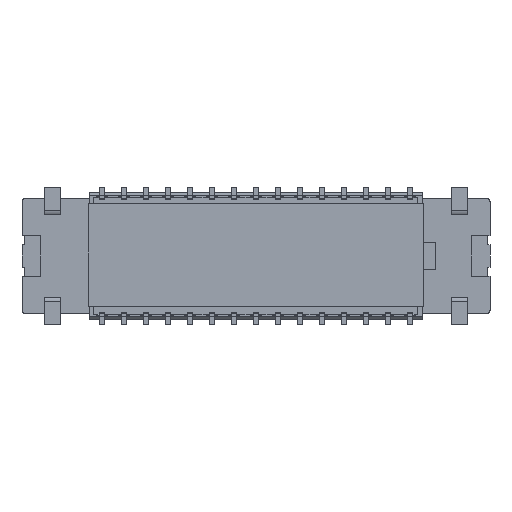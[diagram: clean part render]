
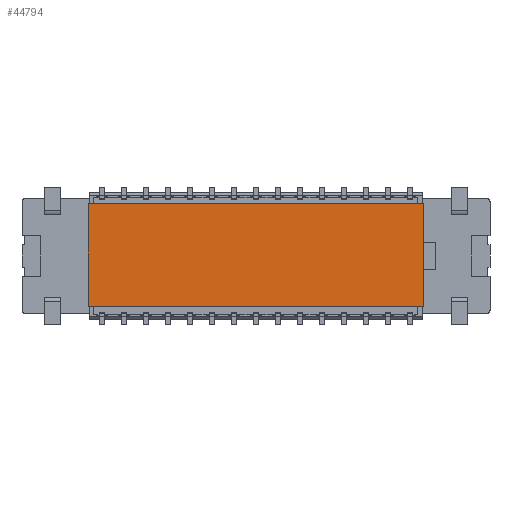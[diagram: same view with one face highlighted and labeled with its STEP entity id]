
A CAD part, front view. The second image highlights one B-rep face of the part: STEP entity #44794.
In plain terms, the highlighted planar face has unit normal (0, -1, 0).
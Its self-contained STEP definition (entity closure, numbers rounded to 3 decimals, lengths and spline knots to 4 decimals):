
#18396=DIRECTION('',(1.,0.,0.));
#18397=VECTOR('',#18396,6.0766);
#18398=CARTESIAN_POINT('',(-3.0424,-0.03,-0.9118));
#18399=LINE('',#18398,#18397);
#18403=DIRECTION('',(0.,0.,-1.));
#18404=VECTOR('',#18403,1.8597);
#18405=CARTESIAN_POINT('',(-3.0424,-0.03,0.9478));
#18406=LINE('',#18405,#18404);
#18410=DIRECTION('',(-1.,0.,0.));
#18411=VECTOR('',#18410,6.0766);
#18412=CARTESIAN_POINT('',(3.0342,-0.03,0.9478));
#18413=LINE('',#18412,#18411);
#18417=DIRECTION('',(0.,0.,1.));
#18418=VECTOR('',#18417,1.8597);
#18419=CARTESIAN_POINT('',(3.0342,-0.03,-0.9118));
#18420=LINE('',#18419,#18418);
#28447=CARTESIAN_POINT('',(-3.0424,-0.03,-0.9118));
#28448=CARTESIAN_POINT('',(3.0342,-0.03,-0.9118));
#28449=VERTEX_POINT('',#28447);
#28450=VERTEX_POINT('',#28448);
#28451=CARTESIAN_POINT('',(3.0342,-0.03,0.9478));
#28452=VERTEX_POINT('',#28451);
#28453=CARTESIAN_POINT('',(-3.0424,-0.03,0.9478));
#28454=VERTEX_POINT('',#28453);
#44782=CARTESIAN_POINT('',(0.,-0.03,0.));
#44783=DIRECTION('',(0.,-1.,0.));
#44784=DIRECTION('',(0.,0.,1.));
#44785=AXIS2_PLACEMENT_3D('',#44782,#44783,#44784);
#44786=PLANE('',#44785);
#44787=ORIENTED_EDGE('',*,*,#29747,.F.);
#44789=ORIENTED_EDGE('',*,*,#44788,.F.);
#44790=ORIENTED_EDGE('',*,*,#37403,.F.);
#44791=ORIENTED_EDGE('',*,*,#44720,.F.);
#44792=EDGE_LOOP('',(#44787,#44789,#44790,#44791));
#44793=FACE_OUTER_BOUND('',#44792,.F.);
#29747=EDGE_CURVE('',#28449,#28450,#18399,.T.);
#37403=EDGE_CURVE('',#28452,#28454,#18413,.T.);
#44720=EDGE_CURVE('',#28450,#28452,#18420,.T.);
#44788=EDGE_CURVE('',#28454,#28449,#18406,.T.);
#44794=ADVANCED_FACE('',(#44793),#44786,.T.);
